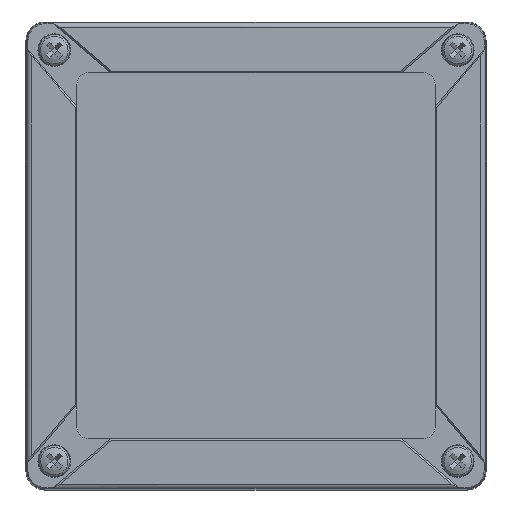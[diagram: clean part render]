
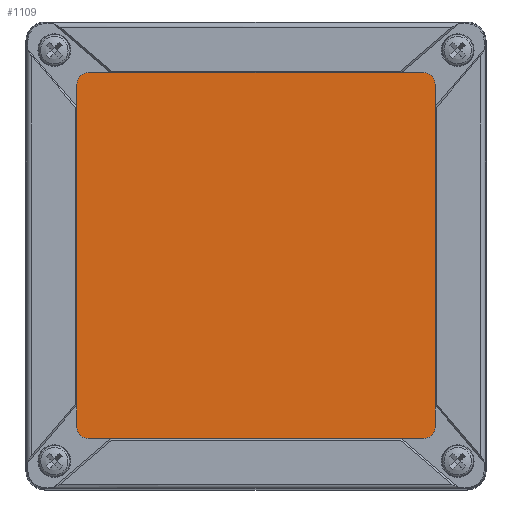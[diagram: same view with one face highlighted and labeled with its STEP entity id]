
A CAD part, top view. The second image highlights one B-rep face of the part: STEP entity #1109.
In plain terms, the highlighted planar face has unit normal (0, 0, 1).
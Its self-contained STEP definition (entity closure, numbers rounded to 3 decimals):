
#1109 = ADVANCED_FACE( '', ( #2638 ), #2639, .T. );
#2638 = FACE_OUTER_BOUND( '', #4694, .T. );
#2639 = PLANE( '', #4695 );
#4694 = EDGE_LOOP( '', ( #7736, #7737, #7738, #7739, #7740, #7741, #7742, #7743 ) );
#4695 = AXIS2_PLACEMENT_3D( '', #7744, #7745, #7746 );
#7736 = ORIENTED_EDGE( '', *, *, #12699, .T. );
#7737 = ORIENTED_EDGE( '', *, *, #12214, .T. );
#7738 = ORIENTED_EDGE( '', *, *, #11878, .T. );
#7739 = ORIENTED_EDGE( '', *, *, #12700, .T. );
#7740 = ORIENTED_EDGE( '', *, *, #12701, .T. );
#7741 = ORIENTED_EDGE( '', *, *, #12702, .T. );
#7742 = ORIENTED_EDGE( '', *, *, #12274, .T. );
#7743 = ORIENTED_EDGE( '', *, *, #12133, .T. );
#7744 = CARTESIAN_POINT( '', ( -44.5, 45.5, 14.1 ) );
#7745 = DIRECTION( '', ( 0., 0., 1. ) );
#7746 = DIRECTION( '', ( 1., 0., 0. ) );
#11878 = EDGE_CURVE( '', #14136, #14134, #14137, .T. );
#12133 = EDGE_CURVE( '', #14598, #14596, #14599, .T. );
#12214 = EDGE_CURVE( '', #14730, #14136, #14731, .T. );
#12274 = EDGE_CURVE( '', #14835, #14598, #14836, .T. );
#12699 = EDGE_CURVE( '', #14596, #14730, #15514, .T. );
#12700 = EDGE_CURVE( '', #14134, #15515, #15516, .T. );
#12701 = EDGE_CURVE( '', #15515, #15517, #15518, .T. );
#12702 = EDGE_CURVE( '', #15517, #14835, #15519, .T. );
#14134 = VERTEX_POINT( '', #17437 );
#14136 = VERTEX_POINT( '', #17440 );
#14137 = CIRCLE( '', #17441, 3. );
#14596 = VERTEX_POINT( '', #18119 );
#14598 = VERTEX_POINT( '', #18122 );
#14599 = LINE( '', #18123, #18124 );
#14730 = VERTEX_POINT( '', #18342 );
#14731 = LINE( '', #18343, #18344 );
#14835 = VERTEX_POINT( '', #18514 );
#14836 = CIRCLE( '', #18515, 3. );
#15514 = CIRCLE( '', #19557, 3. );
#15515 = VERTEX_POINT( '', #19558 );
#15516 = LINE( '', #19559, #19560 );
#15517 = VERTEX_POINT( '', #19561 );
#15518 = CIRCLE( '', #19562, 3. );
#15519 = LINE( '', #19563, #19564 );
#17437 = CARTESIAN_POINT( '', ( -44.5, -48.5, 14.1 ) );
#17440 = CARTESIAN_POINT( '', ( -47.5, -45.5, 14.1 ) );
#17441 = AXIS2_PLACEMENT_3D( '', #22315, #22316, #22317 );
#18119 = CARTESIAN_POINT( '', ( -44.5, 48.5, 14.1 ) );
#18122 = CARTESIAN_POINT( '', ( 44.5, 48.5, 14.1 ) );
#18123 = CARTESIAN_POINT( '', ( 44.5, 48.5, 14.1 ) );
#18124 = VECTOR( '', #22646, 1000. );
#18342 = CARTESIAN_POINT( '', ( -47.5, 45.5, 14.1 ) );
#18343 = CARTESIAN_POINT( '', ( -47.5, 45.5, 14.1 ) );
#18344 = VECTOR( '', #22733, 1000. );
#18514 = CARTESIAN_POINT( '', ( 47.5, 45.5, 14.1 ) );
#18515 = AXIS2_PLACEMENT_3D( '', #22793, #22794, #22795 );
#19557 = AXIS2_PLACEMENT_3D( '', #23300, #23301, #23302 );
#19558 = CARTESIAN_POINT( '', ( 44.5, -48.5, 14.1 ) );
#19559 = CARTESIAN_POINT( '', ( -44.5, -48.5, 14.1 ) );
#19560 = VECTOR( '', #23303, 1000. );
#19561 = CARTESIAN_POINT( '', ( 47.5, -45.5, 14.1 ) );
#19562 = AXIS2_PLACEMENT_3D( '', #23304, #23305, #23306 );
#19563 = CARTESIAN_POINT( '', ( 47.5, -45.5, 14.1 ) );
#19564 = VECTOR( '', #23307, 1000. );
#22315 = CARTESIAN_POINT( '', ( -44.5, -45.5, 14.1 ) );
#22316 = DIRECTION( '', ( 0., 0., 1. ) );
#22317 = DIRECTION( '', ( 1., 0., 0. ) );
#22646 = DIRECTION( '', ( -1., 0., 0. ) );
#22733 = DIRECTION( '', ( 0., -1., 0. ) );
#22793 = CARTESIAN_POINT( '', ( 44.5, 45.5, 14.1 ) );
#22794 = DIRECTION( '', ( 0., 0., 1. ) );
#22795 = DIRECTION( '', ( 1., 0., 0. ) );
#23300 = CARTESIAN_POINT( '', ( -44.5, 45.5, 14.1 ) );
#23301 = DIRECTION( '', ( 0., 0., 1. ) );
#23302 = DIRECTION( '', ( 1., 0., 0. ) );
#23303 = DIRECTION( '', ( 1., 0., 0. ) );
#23304 = CARTESIAN_POINT( '', ( 44.5, -45.5, 14.1 ) );
#23305 = DIRECTION( '', ( 0., 0., 1. ) );
#23306 = DIRECTION( '', ( 1., 0., 0. ) );
#23307 = DIRECTION( '', ( 0., 1., 0. ) );
